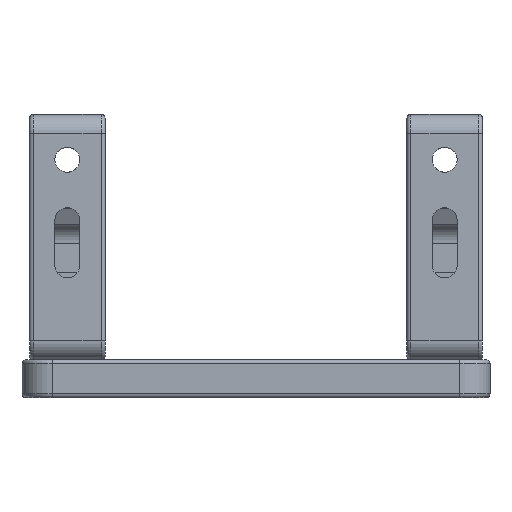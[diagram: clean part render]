
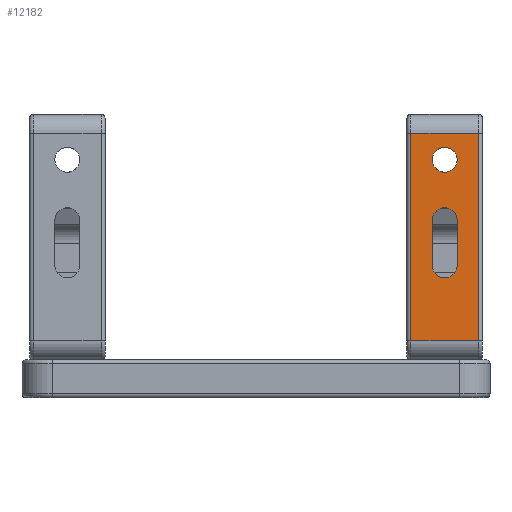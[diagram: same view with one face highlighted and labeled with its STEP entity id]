
A CAD part, front view. The second image highlights one B-rep face of the part: STEP entity #12182.
In plain terms, the highlighted face is planar.
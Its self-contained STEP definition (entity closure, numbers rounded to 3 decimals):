
#172 = DIRECTION ( 'NONE',  ( -1., 0., 0. ) ) ;
#301 = CARTESIAN_POINT ( 'NONE',  ( 37., 13.3, 0. ) ) ;
#424 = CARTESIAN_POINT ( 'NONE',  ( 56.3, 10., 0. ) ) ;
#590 = CARTESIAN_POINT ( 'NONE',  ( 37., 13.3, 0. ) ) ;
#911 = DIRECTION ( 'NONE',  ( -1., 0., 0. ) ) ;
#1024 = VECTOR ( 'NONE', #14532, 1000. ) ;
#1114 = FACE_OUTER_BOUND ( 'NONE', #8512, .T. ) ;
#1311 = DIRECTION ( 'NONE',  ( -1., 0., 0. ) ) ;
#1337 = EDGE_CURVE ( 'NONE', #5201, #7765, #9293, .T. ) ;
#1399 = CARTESIAN_POINT ( 'NONE',  ( 21.7, 10., 0. ) ) ;
#1510 = CARTESIAN_POINT ( 'NONE',  ( 5., 1., 0. ) ) ;
#1530 = AXIS2_PLACEMENT_3D ( 'NONE', #15338, #6735, #8034 ) ;
#1546 = DIRECTION ( 'NONE',  ( -1., 0., 0. ) ) ;
#1695 = VERTEX_POINT ( 'NONE', #1714 ) ;
#1714 = CARTESIAN_POINT ( 'NONE',  ( 25., 6.7, 0. ) ) ;
#1763 = VERTEX_POINT ( 'NONE', #590 ) ;
#1919 = DIRECTION ( 'NONE',  ( -1., 0., 0. ) ) ;
#1959 = PLANE ( 'NONE',  #1530 ) ;
#2054 = EDGE_CURVE ( 'NONE', #9324, #3704, #5998, .T. ) ;
#2129 = EDGE_LOOP ( 'NONE', ( #9522, #13310 ) ) ;
#2195 = CARTESIAN_POINT ( 'NONE',  ( 53., 10., 0. ) ) ;
#2207 = VECTOR ( 'NONE', #11275, 1000. ) ;
#2303 = CIRCLE ( 'NONE', #10118, 3.3 ) ;
#2414 = ORIENTED_EDGE ( 'NONE', *, *, #10238, .T. ) ;
#2622 = AXIS2_PLACEMENT_3D ( 'NONE', #6187, #8614, #1311 ) ;
#2749 = CARTESIAN_POINT ( 'NONE',  ( 60., 1., 0. ) ) ;
#2814 = EDGE_CURVE ( 'NONE', #7443, #1695, #15523, .T. ) ;
#2865 = EDGE_CURVE ( 'NONE', #2950, #9324, #8267, .T. ) ;
#2950 = VERTEX_POINT ( 'NONE', #3969 ) ;
#3409 = DIRECTION ( 'NONE',  ( 0., 0., -1. ) ) ;
#3425 = AXIS2_PLACEMENT_3D ( 'NONE', #2195, #3409, #911 ) ;
#3449 = VECTOR ( 'NONE', #10222, 1000. ) ;
#3493 = CARTESIAN_POINT ( 'NONE',  ( 5., 20., 0. ) ) ;
#3616 = VERTEX_POINT ( 'NONE', #13244 ) ;
#3704 = VERTEX_POINT ( 'NONE', #2749 ) ;
#3788 = CARTESIAN_POINT ( 'NONE',  ( 25., 10., 0. ) ) ;
#3961 = DIRECTION ( 'NONE',  ( 1., 0., 0. ) ) ;
#3969 = CARTESIAN_POINT ( 'NONE',  ( 5., 19., 0. ) ) ;
#3971 = ORIENTED_EDGE ( 'NONE', *, *, #2865, .T. ) ;
#4087 = CARTESIAN_POINT ( 'NONE',  ( 37., 6.7, 0. ) ) ;
#4322 = ORIENTED_EDGE ( 'NONE', *, *, #6652, .T. ) ;
#4590 = ORIENTED_EDGE ( 'NONE', *, *, #11732, .T. ) ;
#5201 = VERTEX_POINT ( 'NONE', #8899 ) ;
#5321 = FACE_BOUND ( 'NONE', #13908, .T. ) ;
#5717 = VERTEX_POINT ( 'NONE', #1399 ) ;
#5998 = LINE ( 'NONE', #12370, #2207 ) ;
#6040 = ORIENTED_EDGE ( 'NONE', *, *, #2054, .T. ) ;
#6187 = CARTESIAN_POINT ( 'NONE',  ( 37., 10., 0. ) ) ;
#6652 = EDGE_CURVE ( 'NONE', #3616, #2950, #15477, .T. ) ;
#6677 = CARTESIAN_POINT ( 'NONE',  ( 0., 19., 0. ) ) ;
#6735 = DIRECTION ( 'NONE',  ( 0., 0., -1. ) ) ;
#6745 = CARTESIAN_POINT ( 'NONE',  ( 37., 6.7, 0. ) ) ;
#7443 = VERTEX_POINT ( 'NONE', #4087 ) ;
#7515 = CARTESIAN_POINT ( 'NONE',  ( 25., 13.3, 0. ) ) ;
#7765 = VERTEX_POINT ( 'NONE', #424 ) ;
#8034 = DIRECTION ( 'NONE',  ( -1., 0., 0. ) ) ;
#8267 = LINE ( 'NONE', #3493, #1024 ) ;
#8419 = EDGE_CURVE ( 'NONE', #1763, #7443, #11469, .T. ) ;
#8512 = EDGE_LOOP ( 'NONE', ( #3971, #6040, #14499, #4322 ) ) ;
#8614 = DIRECTION ( 'NONE',  ( 0., 0., -1. ) ) ;
#8876 = CARTESIAN_POINT ( 'NONE',  ( 60., 20., 0. ) ) ;
#8899 = CARTESIAN_POINT ( 'NONE',  ( 49.7, 10., 0. ) ) ;
#8962 = VECTOR ( 'NONE', #11646, 1000. ) ;
#9249 = ORIENTED_EDGE ( 'NONE', *, *, #2814, .T. ) ;
#9293 = CIRCLE ( 'NONE', #3425, 3.3 ) ;
#9313 = CIRCLE ( 'NONE', #13253, 3.3 ) ;
#9324 = VERTEX_POINT ( 'NONE', #1510 ) ;
#9503 = FACE_BOUND ( 'NONE', #2129, .T. ) ;
#9522 = ORIENTED_EDGE ( 'NONE', *, *, #1337, .T. ) ;
#9772 = ORIENTED_EDGE ( 'NONE', *, *, #10046, .T. ) ;
#9873 = DIRECTION ( 'NONE',  ( 0., 0., -1. ) ) ;
#9925 = VECTOR ( 'NONE', #3961, 1000. ) ;
#9932 = CARTESIAN_POINT ( 'NONE',  ( 25., 10., 0. ) ) ;
#10046 = EDGE_CURVE ( 'NONE', #5717, #11999, #2303, .T. ) ;
#10118 = AXIS2_PLACEMENT_3D ( 'NONE', #3788, #12322, #172 ) ;
#10222 = DIRECTION ( 'NONE',  ( -1., 0., 0. ) ) ;
#10238 = EDGE_CURVE ( 'NONE', #1695, #5717, #12780, .T. ) ;
#10490 = LINE ( 'NONE', #8876, #8962 ) ;
#11115 = DIRECTION ( 'NONE',  ( -1., 0., 0. ) ) ;
#11275 = DIRECTION ( 'NONE',  ( 1., 0., 0. ) ) ;
#11469 = CIRCLE ( 'NONE', #2622, 3.3 ) ;
#11646 = DIRECTION ( 'NONE',  ( 0., 1., 0. ) ) ;
#11732 = EDGE_CURVE ( 'NONE', #11999, #1763, #11815, .T. ) ;
#11733 = AXIS2_PLACEMENT_3D ( 'NONE', #9932, #9873, #11115 ) ;
#11780 = EDGE_CURVE ( 'NONE', #3704, #3616, #10490, .T. ) ;
#11815 = LINE ( 'NONE', #301, #9925 ) ;
#11955 = EDGE_CURVE ( 'NONE', #7765, #5201, #9313, .T. ) ;
#11999 = VERTEX_POINT ( 'NONE', #7515 ) ;
#12105 = VECTOR ( 'NONE', #1919, 1000. ) ;
#12182 = ADVANCED_FACE ( '��12', ( #9503, #5321, #1114 ), #1959, .F. ) ;
#12320 = CARTESIAN_POINT ( 'NONE',  ( 53., 10., 0. ) ) ;
#12322 = DIRECTION ( 'NONE',  ( 0., 0., -1. ) ) ;
#12370 = CARTESIAN_POINT ( 'NONE',  ( 60., 1., 0. ) ) ;
#12780 = CIRCLE ( 'NONE', #11733, 3.3 ) ;
#13244 = CARTESIAN_POINT ( 'NONE',  ( 60., 19., 0. ) ) ;
#13253 = AXIS2_PLACEMENT_3D ( 'NONE', #12320, #14764, #1546 ) ;
#13310 = ORIENTED_EDGE ( 'NONE', *, *, #11955, .T. ) ;
#13908 = EDGE_LOOP ( 'NONE', ( #4590, #13975, #9249, #2414, #9772 ) ) ;
#13975 = ORIENTED_EDGE ( 'NONE', *, *, #8419, .T. ) ;
#14499 = ORIENTED_EDGE ( 'NONE', *, *, #11780, .T. ) ;
#14532 = DIRECTION ( 'NONE',  ( 0., -1., 0. ) ) ;
#14764 = DIRECTION ( 'NONE',  ( 0., 0., -1. ) ) ;
#15338 = CARTESIAN_POINT ( 'NONE',  ( 0., 20., 0. ) ) ;
#15477 = LINE ( 'NONE', #6677, #3449 ) ;
#15523 = LINE ( 'NONE', #6745, #12105 ) ;
